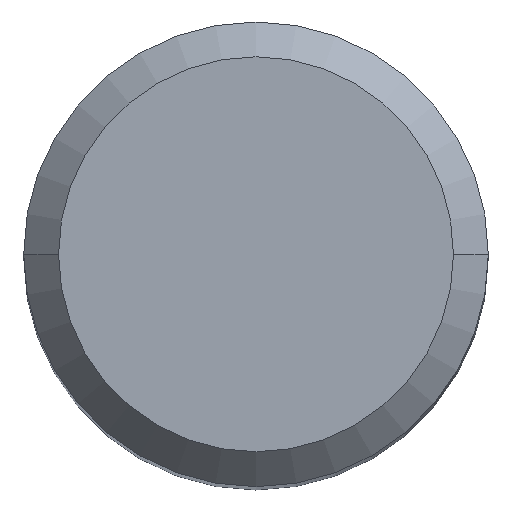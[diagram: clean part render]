
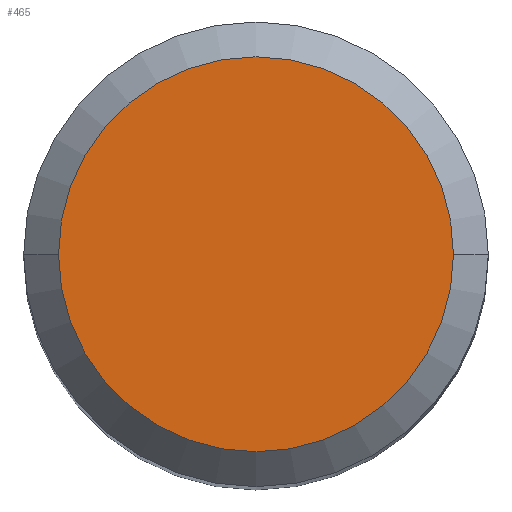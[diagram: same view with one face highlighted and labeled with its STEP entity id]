
A CAD part, top view. The second image highlights one B-rep face of the part: STEP entity #465.
In plain terms, the highlighted planar face has unit normal (0, 0, 1).
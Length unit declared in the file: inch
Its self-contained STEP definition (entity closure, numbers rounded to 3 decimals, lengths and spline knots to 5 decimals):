
#5 = EDGE_CURVE ( 'NONE', #373, #438, #266, .T. ) ;
#23 = PLANE ( 'NONE',  #38 ) ;
#33 = DIRECTION ( 'NONE',  ( 0., 0., -1. ) ) ;
#38 = AXIS2_PLACEMENT_3D ( 'NONE', #254, #33, #448 ) ;
#40 = DIRECTION ( 'NONE',  ( 1., 0., 0. ) ) ;
#78 = DIRECTION ( 'NONE',  ( 0., 0., 1. ) ) ;
#103 = ORIENTED_EDGE ( 'NONE', *, *, #5, .T. ) ;
#108 = FACE_OUTER_BOUND ( 'NONE', #202, .T. ) ;
#120 = CARTESIAN_POINT ( 'NONE',  ( 0., 0., 0. ) ) ;
#136 = CARTESIAN_POINT ( 'NONE',  ( -0.15937, 0., 0. ) ) ;
#185 = EDGE_CURVE ( 'NONE', #438, #373, #320, .T. ) ;
#202 = EDGE_LOOP ( 'NONE', ( #211, #103 ) ) ;
#211 = ORIENTED_EDGE ( 'NONE', *, *, #185, .T. ) ;
#222 = DIRECTION ( 'NONE',  ( 0., 0., 1. ) ) ;
#224 = DIRECTION ( 'NONE',  ( 1., 0., 0. ) ) ;
#254 = CARTESIAN_POINT ( 'NONE',  ( 0., 0., 0. ) ) ;
#256 = CARTESIAN_POINT ( 'NONE',  ( 0., 0., 0. ) ) ;
#266 = CIRCLE ( 'NONE', #361, 0.15937 ) ;
#320 = CIRCLE ( 'NONE', #478, 0.15937 ) ;
#357 = CARTESIAN_POINT ( 'NONE',  ( 0.15937, 0., 0. ) ) ;
#361 = AXIS2_PLACEMENT_3D ( 'NONE', #256, #222, #224 ) ;
#373 = VERTEX_POINT ( 'NONE', #357 ) ;
#438 = VERTEX_POINT ( 'NONE', #136 ) ;
#448 = DIRECTION ( 'NONE',  ( -1., 0., 0. ) ) ;
#465 = ADVANCED_FACE ( 'NONE', ( #108 ), #23, .F. ) ;
#478 = AXIS2_PLACEMENT_3D ( 'NONE', #120, #78, #40 ) ;
